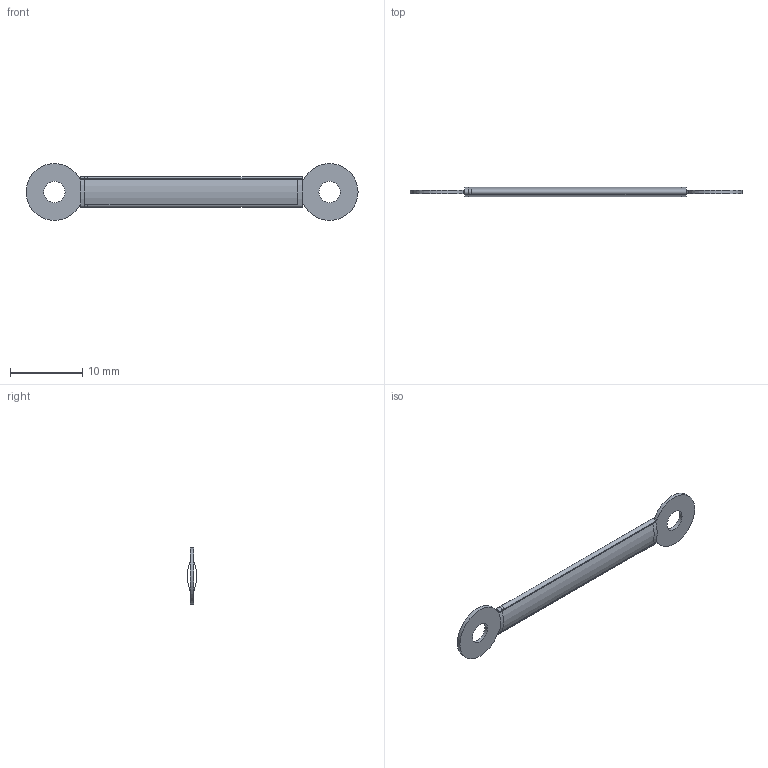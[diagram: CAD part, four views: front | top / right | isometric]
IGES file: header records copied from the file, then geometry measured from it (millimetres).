
Start section:  PTC IGES file: jumper_no_4.igs
Global section: file name: jumper_no_4.igs; native system: Pro/ENGINEER by Parametric Technology Corporation; preprocessor: 2005450; author: bharter; organization: Unknown; date: 060728.111036; units: inch
Bounding box: 45.97 x 1.29 x 7.87 mm (x, y, z)
Surface area: 939.4 mm2 (no closed solid volume)
Topology: 0 solids, 0 shells, 22 faces, 172 edges, 208 vertices
Faces by surface type: revolution 18, bspline 4
